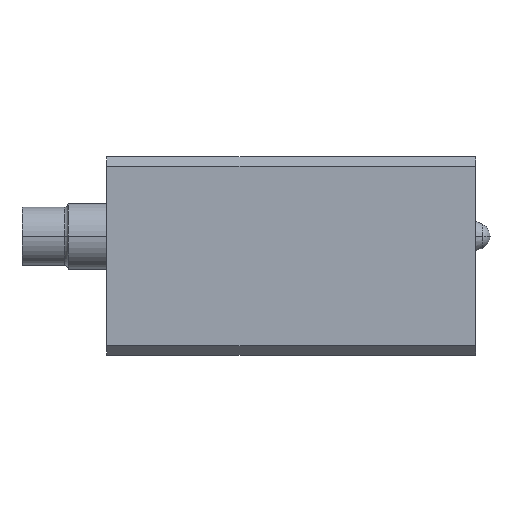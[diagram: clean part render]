
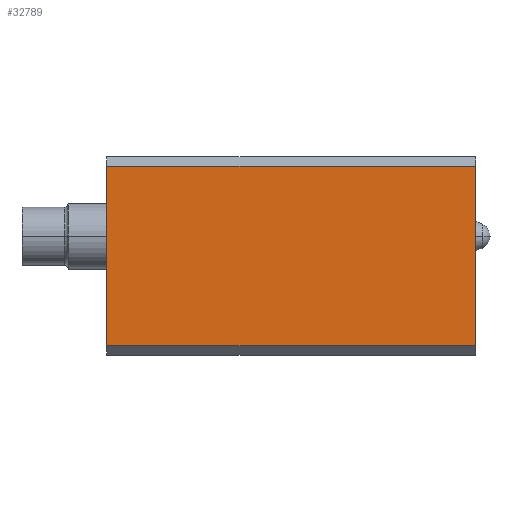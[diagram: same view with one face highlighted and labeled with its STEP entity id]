
A CAD part, front view. The second image highlights one B-rep face of the part: STEP entity #32789.
In plain terms, the highlighted planar face has unit normal (0, -1, 0).
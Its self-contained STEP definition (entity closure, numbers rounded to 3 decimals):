
#2753=DIRECTION('',(0.,0.,1.));
#2754=VECTOR('',#2753,13.63);
#2755=CARTESIAN_POINT('',(24.708,-22.249,-8.315));
#2756=LINE('',#2755,#2754);
#3683=DIRECTION('',(1.,0.,0.));
#3684=VECTOR('',#3683,28.028);
#3685=CARTESIAN_POINT('',(-3.32,-22.249,5.315));
#3686=LINE('',#3685,#3684);
#3691=DIRECTION('',(0.,0.,1.));
#3692=VECTOR('',#3691,13.63);
#3693=CARTESIAN_POINT('',(-3.32,-22.249,-8.315));
#3694=LINE('',#3693,#3692);
#3703=DIRECTION('',(1.,0.,0.));
#3704=VECTOR('',#3703,28.028);
#3705=CARTESIAN_POINT('',(-3.32,-22.249,-8.315));
#3706=LINE('',#3705,#3704);
#25765=CARTESIAN_POINT('',(-3.32,-22.249,5.315));
#25766=CARTESIAN_POINT('',(24.708,-22.249,5.315));
#25767=VERTEX_POINT('',#25765);
#25768=VERTEX_POINT('',#25766);
#25773=CARTESIAN_POINT('',(-3.32,-22.249,-8.315));
#25774=CARTESIAN_POINT('',(24.708,-22.249,-8.315));
#25775=VERTEX_POINT('',#25773);
#25776=VERTEX_POINT('',#25774);
#32776=CARTESIAN_POINT('',(-3.296,-22.249,-9.005));
#32777=DIRECTION('',(0.,-1.,0.));
#32778=DIRECTION('',(1.,0.,0.));
#32779=AXIS2_PLACEMENT_3D('',#32776,#32777,#32778);
#32780=PLANE('',#32779);
#32782=ORIENTED_EDGE('',*,*,#32781,.F.);
#32784=ORIENTED_EDGE('',*,*,#32783,.T.);
#32785=ORIENTED_EDGE('',*,*,#32769,.T.);
#32786=ORIENTED_EDGE('',*,*,#32191,.F.);
#32787=EDGE_LOOP('',(#32782,#32784,#32785,#32786));
#32788=FACE_OUTER_BOUND('',#32787,.F.);
#32789=ADVANCED_FACE('',(#32788),#32780,.T.);
#32191=EDGE_CURVE('',#25776,#25768,#2756,.T.);
#32769=EDGE_CURVE('',#25767,#25768,#3686,.T.);
#32781=EDGE_CURVE('',#25775,#25776,#3706,.T.);
#32783=EDGE_CURVE('',#25775,#25767,#3694,.T.);
